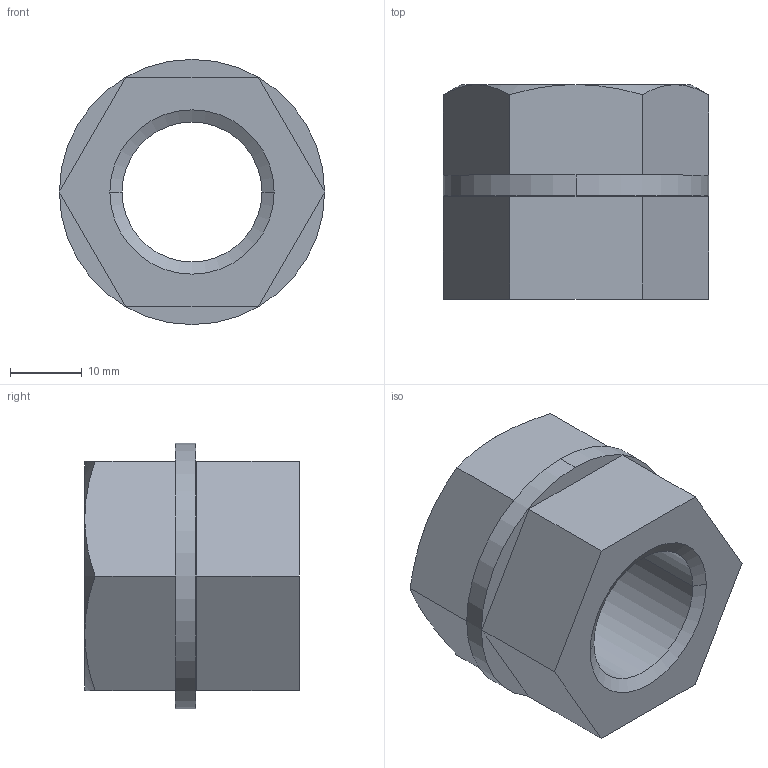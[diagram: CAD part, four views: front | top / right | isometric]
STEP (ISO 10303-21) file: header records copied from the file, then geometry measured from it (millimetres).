
FILE_DESCRIPTION((''),'2;1');
FILE_NAME('0RRIM022_____0','2019-10-29T15:51:56',('kim.bk'),(''),'CREO PARAMETRIC BY PTC INC, 2019010','CREO PARAMETRIC BY PTC INC, 2019010','');
FILE_SCHEMA(('CONFIG_CONTROL_DESIGN'));
Length unit declared in the file: millimetre
Products named in the file (1): 0RRIM022_____0
Bounding box: 36.95 x 29.9 x 36.95 mm (x, y, z)
Volume: 17904.8 mm3; surface area: 8808.9 mm2
Topology: 2 solids, 2 shells, 305 faces, 830 edges, 546 vertices
Faces by surface type: plane 285, cone 14, cylinder 6
Entity records: 9522 total; most frequent: CARTESIAN_POINT 1759, ORIENTED_EDGE 1660, DIRECTION 1464, EDGE_CURVE 830, VECTOR 782, LINE 782, VERTEX_POINT 546, AXIS2_PLACEMENT_3D 341
